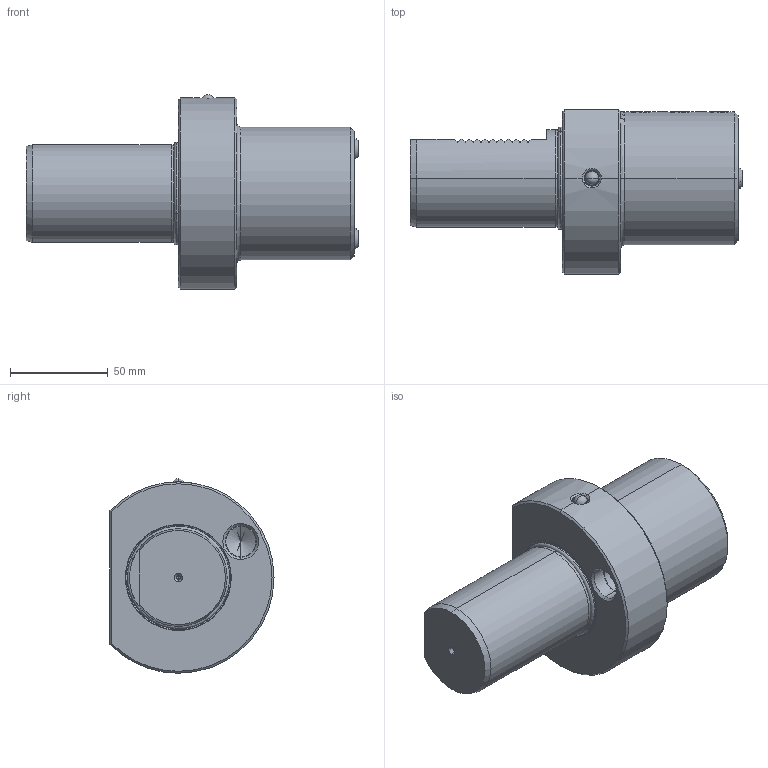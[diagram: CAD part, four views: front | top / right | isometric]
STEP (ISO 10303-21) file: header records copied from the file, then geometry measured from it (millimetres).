
FILE_DESCRIPTION (( 'STEP AP203' ), '1' );
FILE_NAME ('509.52.25.STEP', '2016-11-26T06:57:48', ( '' ), ( '' ), 'SwSTEP 2.0', 'SolidWorks 2012', '' );
FILE_SCHEMA (( 'CONFIG_CONTROL_DESIGN' ));
Products named in the file (8): 8止水鉚珠; 出水銅嘴; 509.52.25; 皿頭_M5; O型環48.7; M12xP1.5x20L; 管螺文螺絲; VDI50        E2_25
Assembly tree (11 placements, depth 2):
  509.52.25
    VDI50        E2_25
    M12xP1.5x20L  x3
    O型環48.7
    管螺文螺絲
    皿頭_M5  x2
    出水銅嘴  x2
    8止水鉚珠
Bounding box: 170 x 84 x 99.6 mm (x, y, z)
Volume: 514177.2 mm3; surface area: 72898.9 mm2
Topology: 12 solids, 12 shells, 685 faces, 1850 edges, 1175 vertices
Faces by surface type: cylinder 317, cone 184, plane 110, bspline 53, torus 15, sphere 6
Entity records: 68134 total; most frequent: CARTESIAN_POINT 55367, ORIENTED_EDGE 2874, DIRECTION 2052, EDGE_CURVE 1437, VERTEX_POINT 911, AXIS2_PLACEMENT_3D 774, EDGE_LOOP 568, ADVANCED_FACE 545
